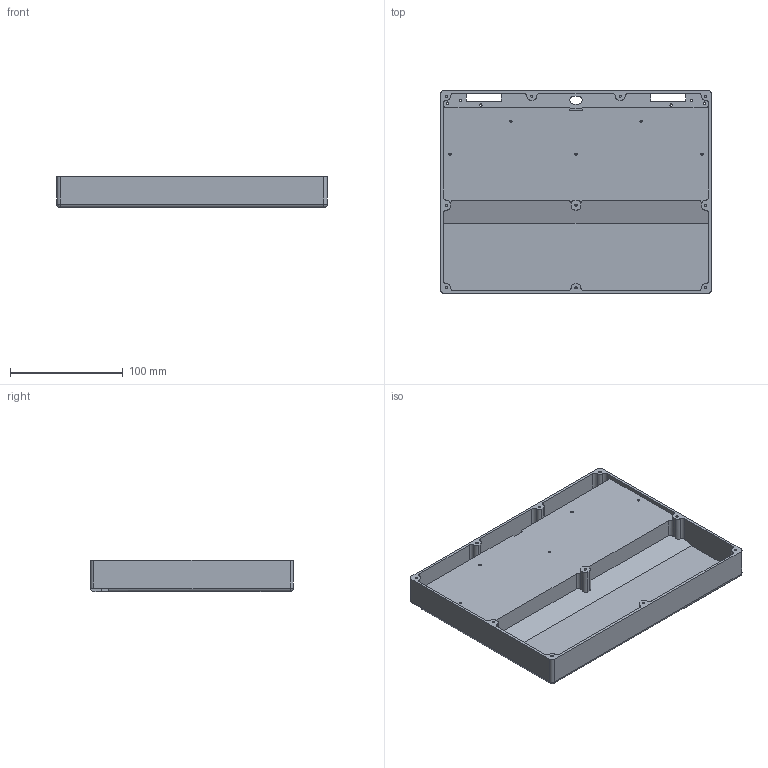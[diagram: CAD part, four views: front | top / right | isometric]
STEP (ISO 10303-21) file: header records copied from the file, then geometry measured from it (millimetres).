
FILE_DESCRIPTION(/* description */ ('STEP AP242','CAx-IF Rec.Pracs.---Representation and Presentation of Product Manufacturing Information (PMI)---4.0---2014-10-13','CAx-IF Rec.Pracs.---3D Tessellated Geometry---0.4---2014-09-14','2;1'),/* implementation_level */ '2;1');
FILE_NAME(/* name */ '687c5a65a22ffa4264fdf80a',/* time_stamp */ '2025-07-20T02:54:30Z',/* author */ (''),/* organization */ (''),/* preprocessor_version */ 'ST-DEVELOPER v20',/* originating_system */ 'ONSHAPE BY PTC INC, 1.201',/* authorisation */ ' ');
FILE_SCHEMA (('AP242_MANAGED_MODEL_BASED_3D_ENGINEERING_MIM_LF { 1 0 10303 442 1 1 4 }'));
Length unit declared in the file: metre
Products named in the file (1): Body Bottom
Bounding box: 240 x 180 x 27.5 mm (x, y, z)
Volume: 206167.9 mm3; surface area: 144424.4 mm2
Topology: 1 solids, 1 shells, 183 faces, 520 edges, 343 vertices
Faces by surface type: plane 103, cylinder 78, sphere 2
Full cylindrical faces by diameter (mm): 2 x15, 2.15 x6
Entity records: 5886 total; most frequent: DIRECTION 1018, CARTESIAN_POINT 1014, ORIENTED_EDGE 984, EDGE_CURVE 492, AXIS2_PLACEMENT_3D 342, VERTEX_POINT 338, LINE 334, VECTOR 334
